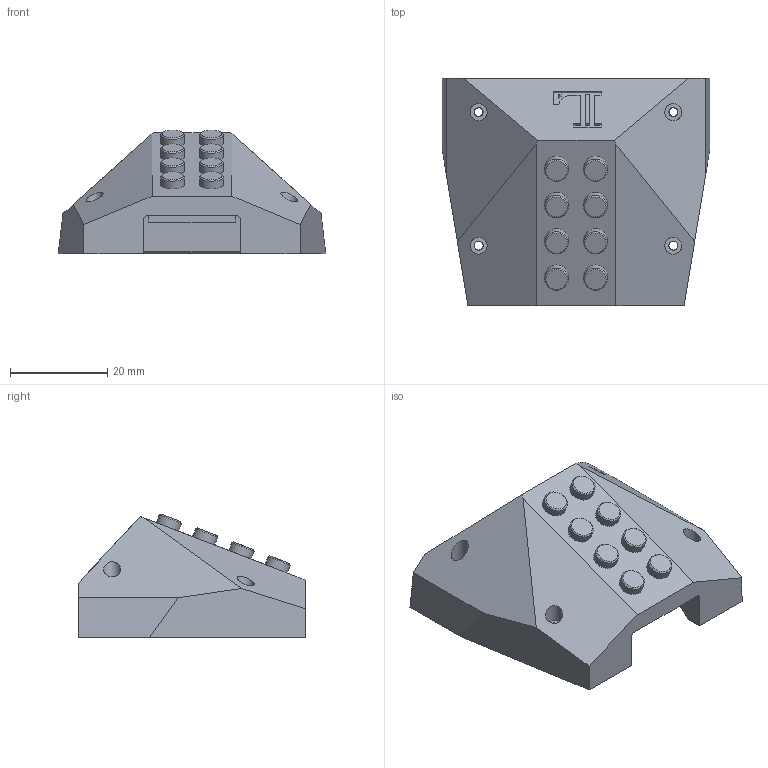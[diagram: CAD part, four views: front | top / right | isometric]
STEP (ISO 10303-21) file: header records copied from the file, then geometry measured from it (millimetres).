
FILE_DESCRIPTION(/* description */ ('Unknown'),/* implementation_level */ '2;1');
FILE_NAME(/* name */ 'nikonF_viewFinder_canonFTBTop_lego',/* time_stamp */ '2024-03-18T21:45:22-04:00',/* author */ ('Unknown'),/* organization */ ('Unknown'),/* preprocessor_version */ 'ST-DEVELOPER v18.1',/* originating_system */ 'Solid Edge',/* authorisation */ 'Unknown');
FILE_SCHEMA (('AUTOMOTIVE_DESIGN {1 0 10303 214 3 1 1}'));
Length unit declared in the file: millimetre
Products named in the file (2): nikonF_viewFinder_canonFTB; nikonF_viewFinder_canonFTBTop_lego
Assembly tree (1 placements, depth 2):
  nikonF_viewFinder_canonFTB
    nikonF_viewFinder_canonFTBTop_lego
Bounding box: 55.1 x 46.88 x 25.52 mm (x, y, z)
Volume: 19313.7 mm3; surface area: 9177.7 mm2
Topology: 1 solids, 1 shells, 97 faces, 240 edges, 162 vertices
Faces by surface type: plane 69, cylinder 14, cone 12, bspline 2
Full cylindrical faces by diameter (mm): 3.5 x4, 4.9 x8
Entity records: 3408 total; most frequent: CARTESIAN_POINT 507, DIRECTION 434, ORIENTED_EDGE 408, EDGE_CURVE 204, LINE 152, VECTOR 152, VERTEX_POINT 150, EDGE_LOOP 146
